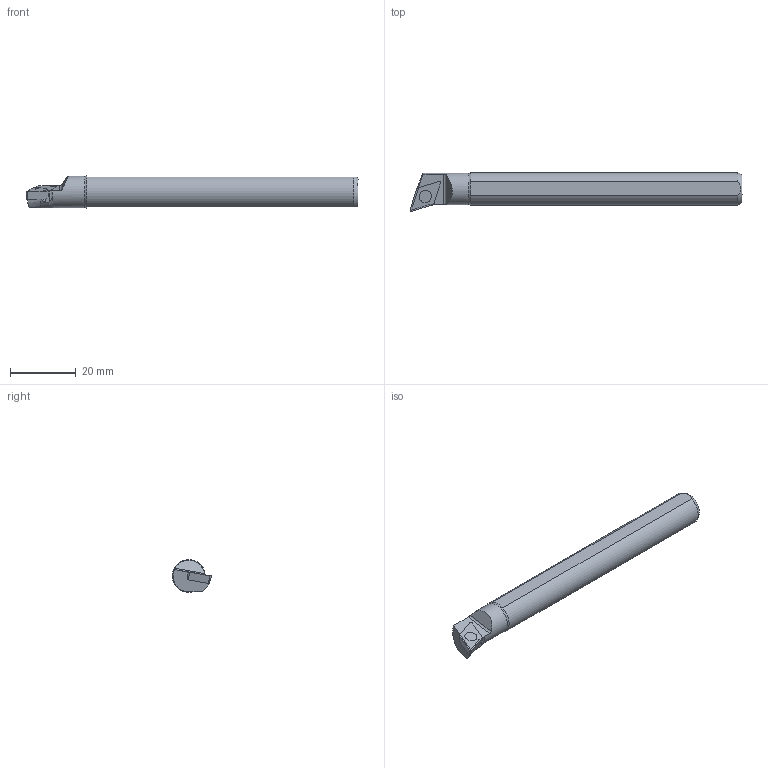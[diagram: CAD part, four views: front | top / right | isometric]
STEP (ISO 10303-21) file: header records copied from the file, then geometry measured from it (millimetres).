
FILE_DESCRIPTION(/* description */ (''),/* implementation_level */ '2;1');
FILE_NAME(/* name */ 'A10HSDQCR07_SIM.stp',/* time_stamp */ '2023-09-12T13:00:20+02:00',/* author */ (''),/* organization */ (''),/* preprocessor_version */ 'ST-DEVELOPER v18.102',/* originating_system */ 'SIEMENS PLM Software NX 2027',/* authorisation */ '');
FILE_SCHEMA (('AUTOMOTIVE_DESIGN { 1 0 10303 214 3 1 1 1 }'));
Length unit declared in the file: millimetre
Products named in the file (1): model1
Bounding box: 101.18 x 11.89 x 10 mm (x, y, z)
Volume: 7286.7 mm3; surface area: 3342.4 mm2
Topology: 2 solids, 2 shells, 37 faces, 92 edges, 59 vertices
Faces by surface type: plane 19, cylinder 9, bspline 4, cone 4, torus 1
Full cylindrical faces by diameter (mm): 2.8 x1, 3.75 x1, 9.6 x1
Entity records: 1368 total; most frequent: CARTESIAN_POINT 552, ORIENTED_EDGE 166, DIRECTION 148, EDGE_CURVE 83, AXIS2_PLACEMENT_3D 58, VERTEX_POINT 56, EDGE_LOOP 45, ADVANCED_FACE 37
